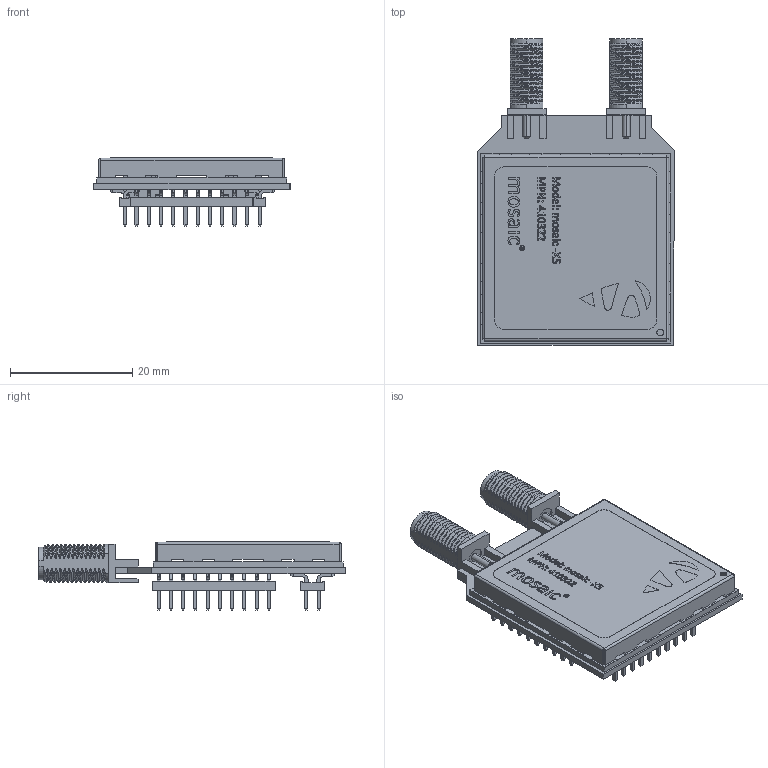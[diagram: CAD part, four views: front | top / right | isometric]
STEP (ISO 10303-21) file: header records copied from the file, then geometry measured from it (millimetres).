
FILE_DESCRIPTION (( 'STEP AP214' ), '1' );
FILE_NAME ('AS-RTK3B-MICRO-MH-L1L2SMAHS-00.STEP', '2023-03-20T06:10:21', ( '' ), ( '' ), 'SwSTEP 2.0', 'SolidWorks 2020', '' );
FILE_SCHEMA (( 'AUTOMOTIVE_DESIGN' ));
Length unit declared in the file: millimetre
Products named in the file (13): PCB_srtk3bmicro; TMM-110-01-L-D-SM_body.stp; TMM-110-01-G-S-SM-P-TR.stp; TMM-110-01-L-D-SM.stp; TMM-110-01-G-S-SM-P-TR_sm_pins2.stp; TMM-110-01-L-D-SM_sm_pins2.stp; TMM-110-01-L-D-SM_pins1.stp; 73251-2123.stp; AS-RTK3B-MICRO-MH-L1L2SMAHS-00; Mosaic-410322--3DModel-STEP-1.step; TMM-110-01-G-S-SM-P-TR_body.stp; TMM-110-01-G-S-SM_pins1.stp
Assembly tree (16 placements, depth 3):
  AS-RTK3B-MICRO-MH-L1L2SMAHS-00
    PCB_srtk3bmicro
    TMM-110-01-L-D-SM.stp
      TMM-110-01-L-D-SM_sm_pins2.stp
      TMM-110-01-L-D-SM_pins1.stp
      TMM-110-01-L-D-SM_body.stp
    TMM-110-01-G-S-SM-P-TR.stp
      TMM-110-01-G-S-SM-P-TR_sm_pins2.stp
      TMM-110-01-G-S-SM_pins1.stp
      TMM-110-01-G-S-SM-P-TR_body.stp
    Mosaic-410322--3DModel-STEP-1.step
    73251-2123.stp  x2
    TMM-110-01-G-S-SM-P-TR.stp
      TMM-110-01-G-S-SM-P-TR_sm_pins2.stp
      TMM-110-01-G-S-SM_pins1.stp
      TMM-110-01-G-S-SM-P-TR_body.stp
Bounding box: 32.13 x 50.04 x 11.14 mm (x, y, z)
Volume: 3456.1 mm3; surface area: 11769.6 mm2
Topology: 326 solids, 326 shells, 4853 faces, 11364 edges, 7446 vertices
Faces by surface type: plane 2593, cylinder 1348, bspline 648, cone 256, torus 8
Entity records: 155703 total; most frequent: CARTESIAN_POINT 59651, ORIENTED_EDGE 19364, DIRECTION 17186, EDGE_CURVE 9682, VERTEX_POINT 6359, AXIS2_PLACEMENT_3D 5788, VECTOR 5610, LINE 5610
